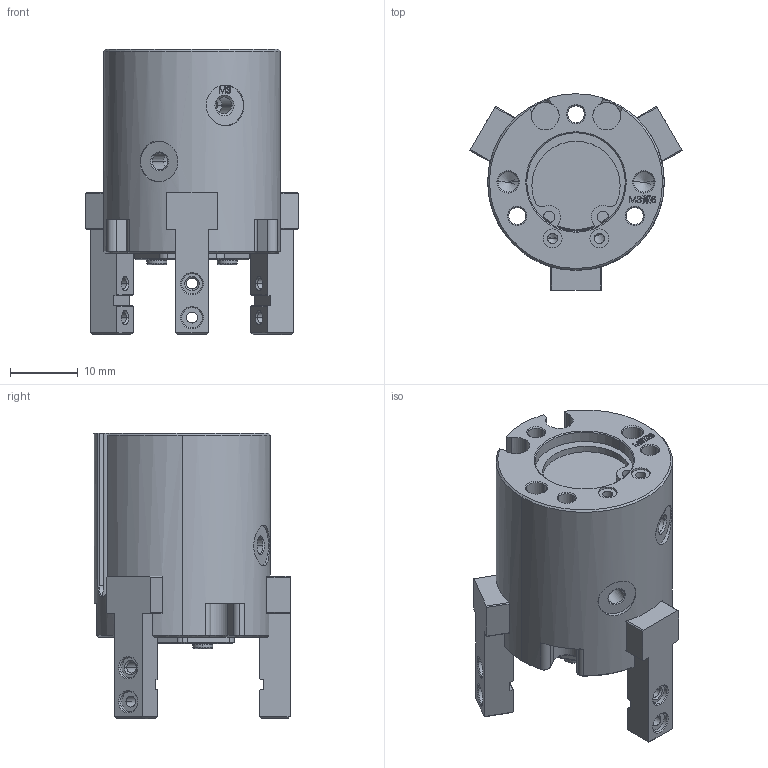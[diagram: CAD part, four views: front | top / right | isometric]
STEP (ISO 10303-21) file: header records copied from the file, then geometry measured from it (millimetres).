
FILE_DESCRIPTION (( 'STEP AP203' ), '1' );
FILE_NAME ('FY-MGD802-6.STEP', '2022-08-25T07:27:45', ( 'User' ), ( 'Microsoft' ), 'SwSTEP 2.0', 'SolidWorks 2015', '' );
FILE_SCHEMA (( 'CONFIG_CONTROL_DESIGN' ));
Length unit declared in the file: millimetre
Products named in the file (9): cross recessed cheese head screws type a gb_GB_CROSS_SCREWS_TYPE135 M2X5-N; FY-MGD802-6綴裔; circlips for holes--type a gb_GB_CONNECTING_PIECE_RING_RRH 15; FY-MGD802-6褲极; FY-MGD802-6; FY-MGD802-6賑輸; FY-MGD802-6ヶ裔
Assembly tree (10 placements, depth 2):
  FY-MGD802-6
    FY-MGD802-6褲极
    FY-MGD802-6賑輸  x3
    FY-MGD802-6ヶ裔
    cross recessed cheese head screws type a gb_GB_CROSS_SCREWS_TYPE135 M2X5-N
    cross recessed cheese head screws type a gb_GB_CROSS_SCREWS_TYPE135 M2X5-N
    cross recessed cheese head screws type a gb_GB_CROSS_SCREWS_TYPE135 M2X5-N
    FY-MGD802-6綴裔
    circlips for holes--type a gb_GB_CONNECTING_PIECE_RING_RRH 15
Bounding box: 31.26 x 28.89 x 42 mm (x, y, z)
Volume: 13859.1 mm3; surface area: 10250.9 mm2
Topology: 10 solids, 10 shells, 910 faces, 2316 edges, 1482 vertices
Faces by surface type: plane 393, bspline 198, cylinder 175, cone 132, torus 12
Entity records: 37239 total; most frequent: CARTESIAN_POINT 17711, ORIENTED_EDGE 4124, DIRECTION 3298, EDGE_CURVE 2062, VERTEX_POINT 1330, VECTOR 1160, LINE 1160, AXIS2_PLACEMENT_3D 1069
